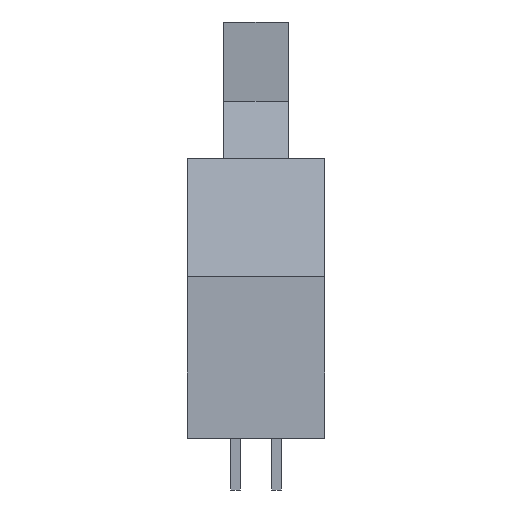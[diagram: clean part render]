
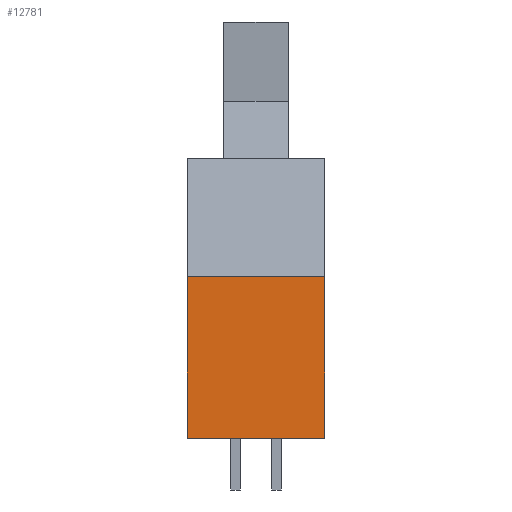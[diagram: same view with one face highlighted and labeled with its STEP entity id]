
A CAD part, left-side view. The second image highlights one B-rep face of the part: STEP entity #12781.
In plain terms, the highlighted planar face has unit normal (-1, 0, 0).
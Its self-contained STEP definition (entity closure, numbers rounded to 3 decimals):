
#11825=CARTESIAN_POINT('',(-31.4,-4.25,10.));
#11826=VERTEX_POINT('',#11825);
#11833=CARTESIAN_POINT('',(-31.4,-4.25,0.));
#11834=VERTEX_POINT('',#11833);
#11835=CARTESIAN_POINT('',(-31.4,-4.25,5.));
#11836=DIRECTION('',(-0.0,-0.0,1.0));
#11837=VECTOR('',#11836,1.0);
#11838=LINE('',#11835,#11837);
#11839=EDGE_CURVE('n� 1205',#11834,#11826,#11838,.T.);
#12751=ORIENTED_EDGE('',*,*,#11839,.T.);
#12752=CARTESIAN_POINT('',(-31.4,4.25,10.));
#12753=VERTEX_POINT('',#12752);
#12754=CARTESIAN_POINT('',(-31.4,-0.0,10.));
#12755=DIRECTION('',(0.0,-1.0,-0.0));
#12756=VECTOR('',#12755,1.0);
#12757=LINE('',#12754,#12756);
#12758=EDGE_CURVE('n� 1185',#12753,#11826,#12757,.T.);
#12759=ORIENTED_EDGE('',*,*,#12758,.F.);
#12760=CARTESIAN_POINT('',(-31.4,4.25,0.));
#12761=VERTEX_POINT('',#12760);
#12762=CARTESIAN_POINT('',(-31.4,4.25,8.65));
#12763=DIRECTION('',(-0.0,-0.0,1.0));
#12764=VECTOR('',#12763,1.0);
#12765=LINE('',#12762,#12764);
#12766=EDGE_CURVE('n� 404',#12761,#12753,#12765,.T.);
#12767=ORIENTED_EDGE('',*,*,#12766,.F.);
#12768=CARTESIAN_POINT('',(-31.4,-0.0,0.));
#12769=DIRECTION('',(0.0,1.0,0.0));
#12770=VECTOR('',#12769,1.0);
#12771=LINE('',#12768,#12770);
#12772=EDGE_CURVE('n� 907',#11834,#12761,#12771,.T.);
#12773=ORIENTED_EDGE('',*,*,#12772,.F.);
#12774=EDGE_LOOP('',(#12751,#12759,#12767,#12773));
#12775=FACE_OUTER_BOUND('',#12774,.T.);
#12776=CARTESIAN_POINT('',(-31.4,4.25,10.));
#12777=DIRECTION('',(-1.0,-0.0,0.0));
#12778=DIRECTION('',(0.0,0.0,-1.0));
#12779=AXIS2_PLACEMENT_3D('',#12776,#12777,#12778);
#12780=PLANE('',#12779);
#12781=ADVANCED_FACE('n� 1201',(#12775),#12780,.T.);
